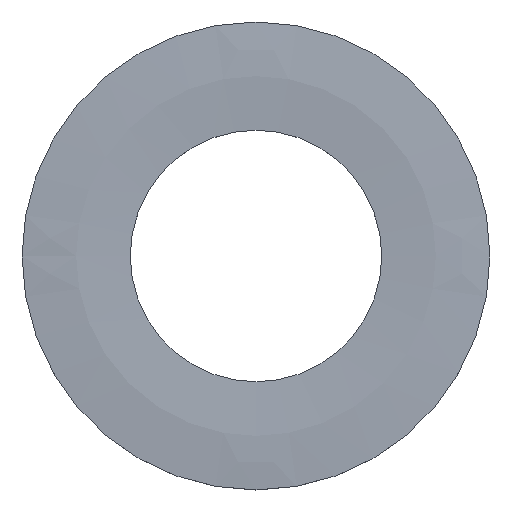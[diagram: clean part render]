
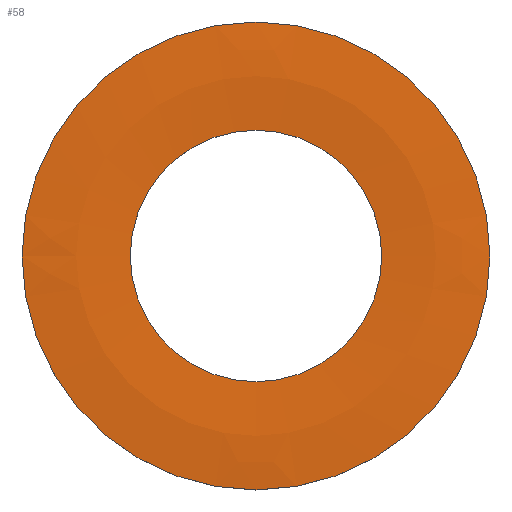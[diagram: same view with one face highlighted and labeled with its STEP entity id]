
A CAD part, top view. The second image highlights one B-rep face of the part: STEP entity #58.
In plain terms, the highlighted free-form (B-spline) face has degree [2, 2] with [3, 9] control points.
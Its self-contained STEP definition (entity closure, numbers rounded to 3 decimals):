
#16=(
BOUNDED_CURVE()
B_SPLINE_CURVE(2,(#138,#139,#140),.UNSPECIFIED.,.F.,.F.)
B_SPLINE_CURVE_WITH_KNOTS((3,3),(1.47,1.672),
 .UNSPECIFIED.)
CURVE()
GEOMETRIC_REPRESENTATION_ITEM()
RATIONAL_B_SPLINE_CURVE((1.,0.995,1.))
REPRESENTATION_ITEM('')
);
#17=(
BOUNDED_SURFACE()
B_SPLINE_SURFACE(2,2,((#110,#111,#112,#113,#114,#115,#116,#117,#118),(#119,
#120,#121,#122,#123,#124,#125,#126,#127),(#128,#129,#130,#131,#132,#133,
#134,#135,#136)),.UNSPECIFIED.,.F.,.T.,.F.)
B_SPLINE_SURFACE_WITH_KNOTS((3,3),(3,2,2,2,3),(1.47,1.672),
(-3.142,-1.571,0.,1.571,3.142),
 .UNSPECIFIED.)
GEOMETRIC_REPRESENTATION_ITEM()
RATIONAL_B_SPLINE_SURFACE(((1.,0.707,1.,0.707,1.,
0.707,1.,0.707,1.),(0.995,0.703,
0.995,0.703,0.995,0.703,0.995,
0.703,0.995),(1.,0.707,1.,0.707,
1.,0.707,1.,0.707,1.)))
REPRESENTATION_ITEM('')
SURFACE()
);
#22=FACE_OUTER_BOUND('',#27,.T.);
#27=EDGE_LOOP('',(#47,#48,#49,#50));
#33=CIRCLE('',#83,4.);
#34=CIRCLE('',#84,2.15);
#37=VERTEX_POINT('',#108);
#38=VERTEX_POINT('',#137);
#41=EDGE_CURVE('',#37,#37,#33,.T.);
#42=EDGE_CURVE('',#37,#38,#16,.T.);
#43=EDGE_CURVE('',#38,#38,#34,.T.);
#47=ORIENTED_EDGE('',*,*,#41,.T.);
#48=ORIENTED_EDGE('',*,*,#42,.T.);
#49=ORIENTED_EDGE('',*,*,#43,.F.);
#50=ORIENTED_EDGE('',*,*,#42,.F.);
#58=ADVANCED_FACE('',(#22),#17,.F.);
#83=AXIS2_PLACEMENT_3D('',#109,#94,#95);
#84=AXIS2_PLACEMENT_3D('',#141,#96,#97);
#94=DIRECTION('center_axis',(0.,0.,1.));
#95=DIRECTION('ref_axis',(1.,0.,0.));
#96=DIRECTION('center_axis',(0.,0.,1.));
#97=DIRECTION('ref_axis',(1.,0.,0.));
#108=CARTESIAN_POINT('',(-4.,0.,0.203));
#109=CARTESIAN_POINT('Origin',(0.,0.,0.203));
#110=CARTESIAN_POINT('Ctrl Pts',(-4.,0.,0.203));
#111=CARTESIAN_POINT('Ctrl Pts',(-4.,-4.,0.203));
#112=CARTESIAN_POINT('Ctrl Pts',(0.,-4.,
0.203));
#113=CARTESIAN_POINT('Ctrl Pts',(4.,-4.,0.203));
#114=CARTESIAN_POINT('Ctrl Pts',(4.,0.,
0.203));
#115=CARTESIAN_POINT('Ctrl Pts',(4.,4.,0.203));
#116=CARTESIAN_POINT('Ctrl Pts',(0.,4.,
0.203));
#117=CARTESIAN_POINT('Ctrl Pts',(-4.,4.,0.203));
#118=CARTESIAN_POINT('Ctrl Pts',(-4.,0.,0.203));
#119=CARTESIAN_POINT('Ctrl Pts',(-3.075,0.,
0.297));
#120=CARTESIAN_POINT('Ctrl Pts',(-3.075,-3.075,0.297));
#121=CARTESIAN_POINT('Ctrl Pts',(0.,-3.075,
0.297));
#122=CARTESIAN_POINT('Ctrl Pts',(3.075,-3.075,0.297));
#123=CARTESIAN_POINT('Ctrl Pts',(3.075,0.,
0.297));
#124=CARTESIAN_POINT('Ctrl Pts',(3.075,3.075,0.297));
#125=CARTESIAN_POINT('Ctrl Pts',(0.,3.075,
0.297));
#126=CARTESIAN_POINT('Ctrl Pts',(-3.075,3.075,0.297));
#127=CARTESIAN_POINT('Ctrl Pts',(-3.075,0.,
0.297));
#128=CARTESIAN_POINT('Ctrl Pts',(-2.15,0.,
0.203));
#129=CARTESIAN_POINT('Ctrl Pts',(-2.15,-2.15,0.203));
#130=CARTESIAN_POINT('Ctrl Pts',(0.,-2.15,
0.203));
#131=CARTESIAN_POINT('Ctrl Pts',(2.15,-2.15,0.203));
#132=CARTESIAN_POINT('Ctrl Pts',(2.15,0.,0.203));
#133=CARTESIAN_POINT('Ctrl Pts',(2.15,2.15,0.203));
#134=CARTESIAN_POINT('Ctrl Pts',(0.,2.15,
0.203));
#135=CARTESIAN_POINT('Ctrl Pts',(-2.15,2.15,0.203));
#136=CARTESIAN_POINT('Ctrl Pts',(-2.15,0.,
0.203));
#137=CARTESIAN_POINT('',(-2.15,0.,0.203));
#138=CARTESIAN_POINT('Ctrl Pts',(-4.,0.,0.203));
#139=CARTESIAN_POINT('Ctrl Pts',(-3.075,0.,
0.297));
#140=CARTESIAN_POINT('Ctrl Pts',(-2.15,0.,
0.203));
#141=CARTESIAN_POINT('Origin',(0.,0.,0.203));
